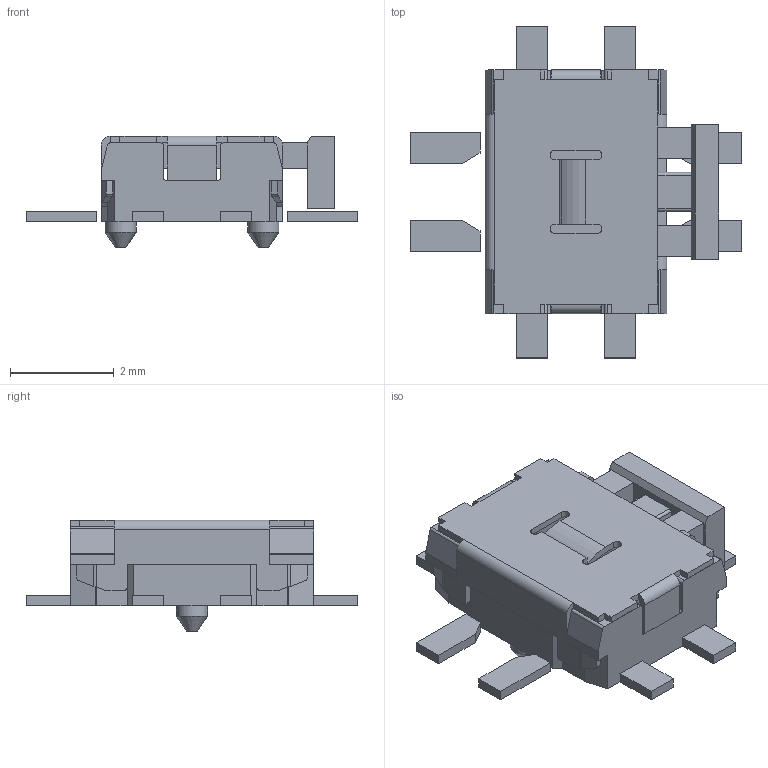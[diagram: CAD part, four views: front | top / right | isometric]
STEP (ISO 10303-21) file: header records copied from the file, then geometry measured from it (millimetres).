
FILE_DESCRIPTION( ( 'Unknown' ), '1' );
FILE_NAME( '4363x10458xx.stp', 'Unknown', ( 'Unknown' ), ( 'Unknown' ), 'XStep 1.0', 'Unknown', ' ' );
FILE_SCHEMA( ( 'automotive_design' ) );
Length unit declared in the file: millimetre
Products named in the file (8): Assem1; frame; pins; stem; cover
Bounding box: 6.4 x 6.4 x 2.15 mm (x, y, z)
Volume: 44.9 mm3; surface area: 307.5 mm2
Topology: 14 solids, 14 shells, 628 faces, 1666 edges, 1078 vertices
Faces by surface type: plane 484, cylinder 126, bspline 10, cone 4, torus 4
Full cylindrical faces by diameter (mm): 0.6 x4
Entity records: 10019 total; most frequent: CARTESIAN_POINT 1814, ORIENTED_EDGE 1654, DIRECTION 1577, EDGE_CURVE 827, LINE 695, VECTOR 695, VERTEX_POINT 538, AXIS2_PLACEMENT_3D 441
